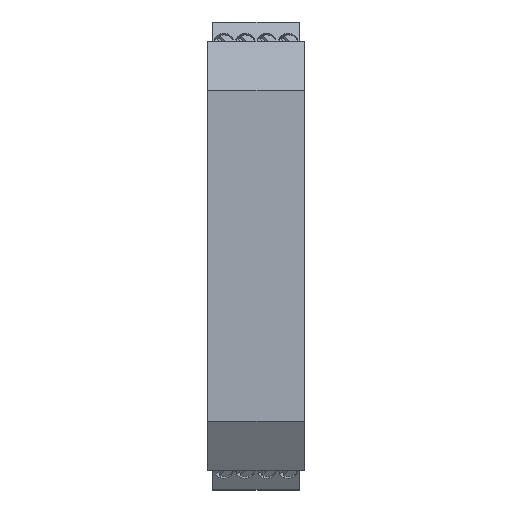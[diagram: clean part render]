
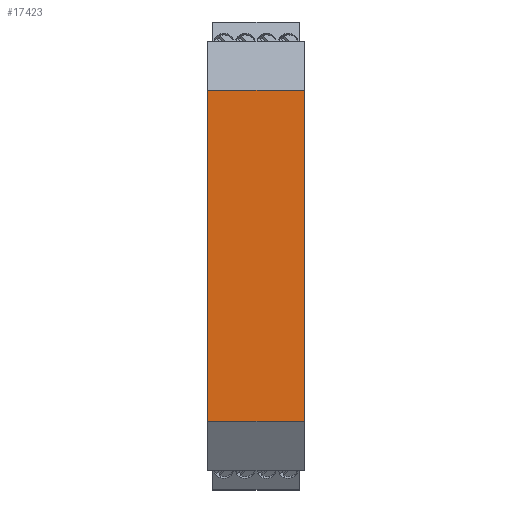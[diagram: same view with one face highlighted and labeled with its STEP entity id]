
A CAD part, top view. The second image highlights one B-rep face of the part: STEP entity #17423.
In plain terms, the highlighted planar face has unit normal (0, 0, 1).
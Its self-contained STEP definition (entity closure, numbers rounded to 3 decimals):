
#167 = ORIENTED_EDGE ( 'NONE', *, *, #12834, .F. ) ;
#1077 = LINE ( 'NONE', #17572, #1939 ) ;
#1330 = CARTESIAN_POINT ( 'NONE',  ( 103.792, 101.134, 97.699 ) ) ;
#1619 = EDGE_CURVE ( 'NONE', #2559, #17971, #5937, .T. ) ;
#1939 = VECTOR ( 'NONE', #3595, 1000. ) ;
#2559 = VERTEX_POINT ( 'NONE', #1330 ) ;
#3059 = VECTOR ( 'NONE', #13780, 1000. ) ;
#3595 = DIRECTION ( 'NONE',  ( -1., 0., 0. ) ) ;
#4030 = DIRECTION ( 'NONE',  ( 1., 0., 0. ) ) ;
#4600 = DIRECTION ( 'NONE',  ( -1., 0., 0. ) ) ;
#4629 = ORIENTED_EDGE ( 'NONE', *, *, #6400, .T. ) ;
#5272 = ORIENTED_EDGE ( 'NONE', *, *, #1619, .T. ) ;
#5444 = CARTESIAN_POINT ( 'NONE',  ( 81.292, 101.134, 97.699 ) ) ;
#5743 = ORIENTED_EDGE ( 'NONE', *, *, #17085, .T. ) ;
#5851 = VERTEX_POINT ( 'NONE', #13655 ) ;
#5876 = LINE ( 'NONE', #16298, #3059 ) ;
#5937 = LINE ( 'NONE', #6412, #14307 ) ;
#6400 = EDGE_CURVE ( 'NONE', #5851, #16776, #5876, .T. ) ;
#6412 = CARTESIAN_POINT ( 'NONE',  ( 103.792, 101.134, 97.699 ) ) ;
#8266 = PLANE ( 'NONE',  #15729 ) ;
#9445 = LINE ( 'NONE', #15801, #18008 ) ;
#12502 = CARTESIAN_POINT ( 'NONE',  ( 103.792, 177.875, 97.699 ) ) ;
#12834 = EDGE_CURVE ( 'NONE', #2559, #16776, #9445, .T. ) ;
#13278 = DIRECTION ( 'NONE',  ( 0., 1., 0. ) ) ;
#13655 = CARTESIAN_POINT ( 'NONE',  ( 81.292, 177.875, 97.699 ) ) ;
#13780 = DIRECTION ( 'NONE',  ( 0., -1., 0. ) ) ;
#14307 = VECTOR ( 'NONE', #13278, 1000. ) ;
#14430 = FACE_OUTER_BOUND ( 'NONE', #17966, .T. ) ;
#15729 = AXIS2_PLACEMENT_3D ( 'NONE', #16619, #16565, #4030 ) ;
#15801 = CARTESIAN_POINT ( 'NONE',  ( 103.792, 101.134, 97.699 ) ) ;
#16298 = CARTESIAN_POINT ( 'NONE',  ( 81.292, 94.967, 97.699 ) ) ;
#16565 = DIRECTION ( 'NONE',  ( 0., 0., 1. ) ) ;
#16619 = CARTESIAN_POINT ( 'NONE',  ( 103.792, 101.134, 97.699 ) ) ;
#16776 = VERTEX_POINT ( 'NONE', #5444 ) ;
#17085 = EDGE_CURVE ( 'NONE', #17971, #5851, #1077, .T. ) ;
#17423 = ADVANCED_FACE ( 'NONE', ( #14430 ), #8266, .T. ) ;
#17572 = CARTESIAN_POINT ( 'NONE',  ( 103.792, 177.875, 97.699 ) ) ;
#17966 = EDGE_LOOP ( 'NONE', ( #167, #5272, #5743, #4629 ) ) ;
#17971 = VERTEX_POINT ( 'NONE', #12502 ) ;
#18008 = VECTOR ( 'NONE', #4600, 1000. ) ;
